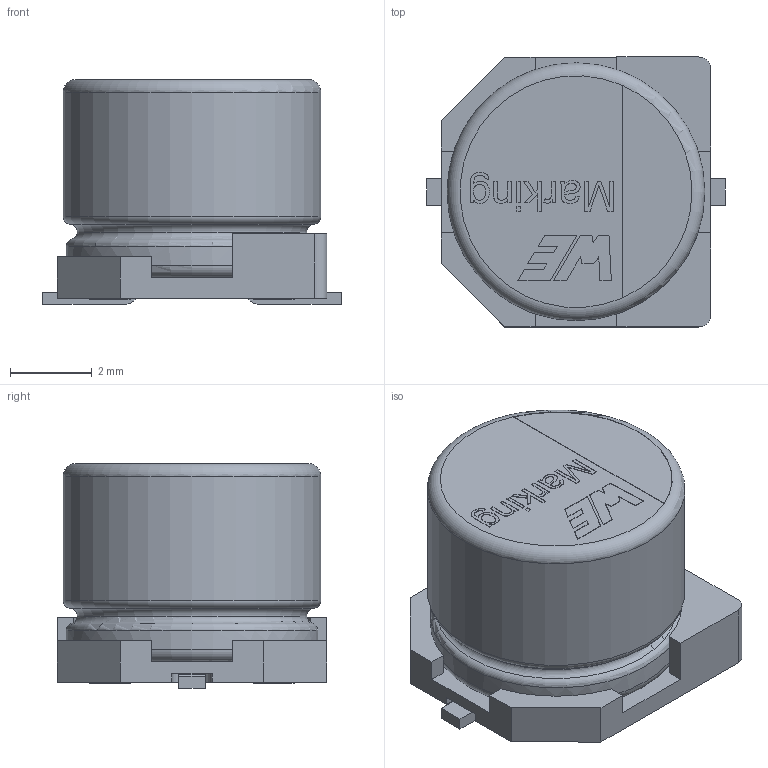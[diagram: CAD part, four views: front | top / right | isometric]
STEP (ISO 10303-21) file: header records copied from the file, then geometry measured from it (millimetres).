
FILE_DESCRIPTION(/* description */ ('Unknown','CAx-IF Rec.Pracs.---Representation and Presentation of Product Manufacturing Information (PMI)---4.0---2014-10-13','CAx-IF Rec.Pracs.---3D Tessellated Geometry---0.4---2014-09-14','2;1'),/* implementation_level */ '2;1');
FILE_NAME(/* name */ 'CP_Wurth_WCAP-ASLL-D6.3L5.5',/* time_stamp */ '2025-01-02T11:05:05+08:00',/* author */ ('Unknown'),/* organization */ ('Unknown'),/* preprocessor_version */ 'ST-DEVELOPER v16.7',/* originating_system */ 'Solid Edge',/* authorisation */ 'Unknown');
FILE_SCHEMA (('AP242_MANAGED_MODEL_BASED_3D_ENGINEERING_MIM_LF { 1 0 10303 442 1 1 4 }'));
Length unit declared in the file: millimetre
Products named in the file (2): CP_Wurth_WCAP-ASLL-D6.3L5.5
Assembly tree (1 placements, depth 2):
  CP_Wurth_WCAP-ASLL-D6.3L5.5
    CP_Wurth_WCAP-ASLL-D6.3L5.5
Bounding box: 7.3 x 6.6 x 5.5 mm (x, y, z)
Volume: 172 mm3; surface area: 274.9 mm2
Topology: 1 solids, 1 shells, 225 faces, 622 edges, 409 vertices
Faces by surface type: plane 155, cylinder 50, bspline 13, torus 7
Full cylindrical faces by diameter (mm): 0.787 x1, 0.913 x1, 1 x4, 1.544 x1, 1.669 x1, 3.812 x1, 3.938 x1, 4.41 x1, 6.3 x1
Entity records: 9158 total; most frequent: CARTESIAN_POINT 1858, ORIENTED_EDGE 1192, DIRECTION 1123, EDGE_CURVE 596, LINE 443, VECTOR 443, VERTEX_POINT 403, AXIS2_PLACEMENT_3D 340
